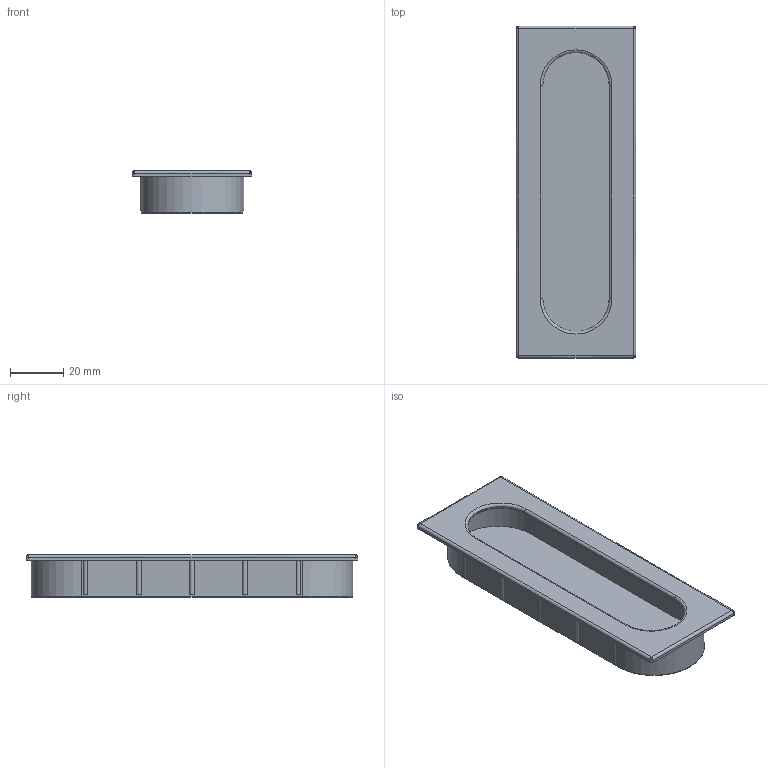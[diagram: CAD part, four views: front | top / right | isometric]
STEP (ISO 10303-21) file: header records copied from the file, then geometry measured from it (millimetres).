
FILE_DESCRIPTION(('Creo Elements/Direct Modeling STEP Export'),'2;1');
FILE_NAME('2155-125.stp','2023-01-23T 9:49:37',(''),(''),'Creo Elements/Direct Modeling STEP processor for AP214 (Solid Model)','Creo Elements/Direct Modeling 20.0 12-Nov-2016 (C) Parametric Technology GmbH','');
FILE_SCHEMA(('AUTOMOTIVE_DESIGN { 1 0 10303 214 1 1 1 1 }'));
Length unit declared in the file: millimetre
Products named in the file (3): Muschelgriff; Muschelboden; Muschel_gesamt
Assembly tree (2 placements, depth 2):
  Muschel_gesamt
    Muschelboden
    Muschelgriff
Bounding box: 45 x 125 x 16 mm (x, y, z)
Volume: 17425.8 mm3; surface area: 23136.8 mm2
Topology: 2 solids, 2 shells, 87 faces, 212 edges, 132 vertices
Faces by surface type: plane 31, cylinder 28, bspline 20, torus 8
Entity records: 4096 total; most frequent: CARTESIAN_POINT 2138, ORIENTED_EDGE 424, DIRECTION 351, EDGE_CURVE 212, AXIS2_PLACEMENT_3D 133, VERTEX_POINT 132, EDGE_LOOP 92, FACE_OUTER_BOUND 87
